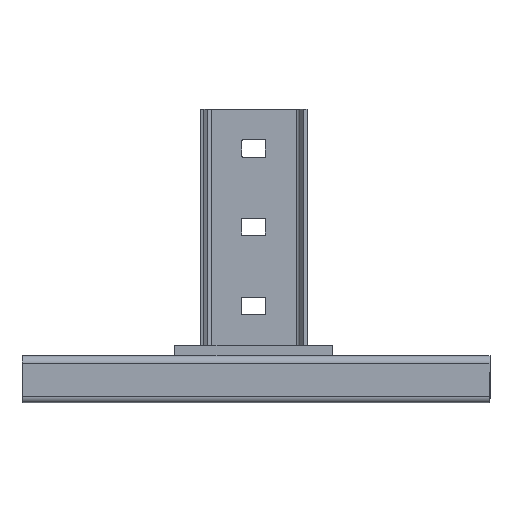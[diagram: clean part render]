
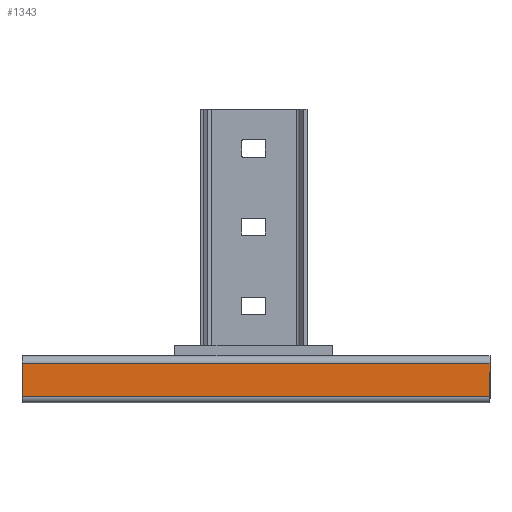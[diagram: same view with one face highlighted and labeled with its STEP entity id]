
A CAD part, top view. The second image highlights one B-rep face of the part: STEP entity #1343.
In plain terms, the highlighted face is planar.
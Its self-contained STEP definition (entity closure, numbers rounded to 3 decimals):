
#26 = ORIENTED_EDGE ( 'NONE', *, *, #1195, .T. ) ;
#226 = DIRECTION ( 'NONE',  ( 0., 1., 0. ) ) ;
#274 = CARTESIAN_POINT ( 'NONE',  ( -25., 0., -297. ) ) ;
#321 = CARTESIAN_POINT ( 'NONE',  ( -25., 0., 0. ) ) ;
#358 = ORIENTED_EDGE ( 'NONE', *, *, #4143, .T. ) ;
#447 = CARTESIAN_POINT ( 'NONE',  ( -25., -5., -297. ) ) ;
#565 = EDGE_LOOP ( 'NONE', ( #358, #3002, #2250, #26 ) ) ;
#664 = EDGE_CURVE ( 'NONE', #3269, #4362, #2531, .T. ) ;
#765 = CARTESIAN_POINT ( 'NONE',  ( -25., -5., -297. ) ) ;
#766 = VERTEX_POINT ( 'NONE', #2890 ) ;
#788 = VECTOR ( 'NONE', #3164, 1000. ) ;
#956 = LINE ( 'NONE', #765, #788 ) ;
#1183 = LINE ( 'NONE', #321, #3979 ) ;
#1195 = EDGE_CURVE ( 'NONE', #3269, #1254, #1939, .T. ) ;
#1254 = VERTEX_POINT ( 'NONE', #1748 ) ;
#1343 = ADVANCED_FACE ( 'NONE', ( #1463 ), #3552, .F. ) ;
#1376 = DIRECTION ( 'NONE',  ( 1., 0., 0. ) ) ;
#1463 = FACE_OUTER_BOUND ( 'NONE', #565, .T. ) ;
#1471 = EDGE_CURVE ( 'NONE', #4362, #766, #956, .T. ) ;
#1744 = DIRECTION ( 'NONE',  ( 0., 1., 0. ) ) ;
#1748 = CARTESIAN_POINT ( 'NONE',  ( -25., -26., 0. ) ) ;
#1939 = LINE ( 'NONE', #3774, #4235 ) ;
#2250 = ORIENTED_EDGE ( 'NONE', *, *, #664, .F. ) ;
#2369 = DIRECTION ( 'NONE',  ( 0., 1., 0. ) ) ;
#2531 = LINE ( 'NONE', #274, #2641 ) ;
#2641 = VECTOR ( 'NONE', #2369, 1000. ) ;
#2647 = CARTESIAN_POINT ( 'NONE',  ( -25., 0., -297. ) ) ;
#2890 = CARTESIAN_POINT ( 'NONE',  ( -25., -5., 0. ) ) ;
#3002 = ORIENTED_EDGE ( 'NONE', *, *, #1471, .F. ) ;
#3164 = DIRECTION ( 'NONE',  ( 0., 0., 1. ) ) ;
#3213 = AXIS2_PLACEMENT_3D ( 'NONE', #2647, #1376, #226 ) ;
#3269 = VERTEX_POINT ( 'NONE', #4591 ) ;
#3552 = PLANE ( 'NONE',  #3213 ) ;
#3774 = CARTESIAN_POINT ( 'NONE',  ( -25., -26., -297. ) ) ;
#3979 = VECTOR ( 'NONE', #1744, 1000. ) ;
#4051 = DIRECTION ( 'NONE',  ( 0., 0., 1. ) ) ;
#4143 = EDGE_CURVE ( 'NONE', #1254, #766, #1183, .T. ) ;
#4235 = VECTOR ( 'NONE', #4051, 1000. ) ;
#4362 = VERTEX_POINT ( 'NONE', #447 ) ;
#4591 = CARTESIAN_POINT ( 'NONE',  ( -25., -26., -297. ) ) ;
